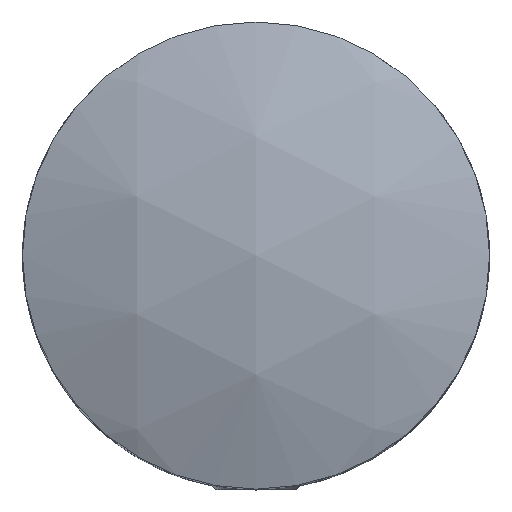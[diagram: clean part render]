
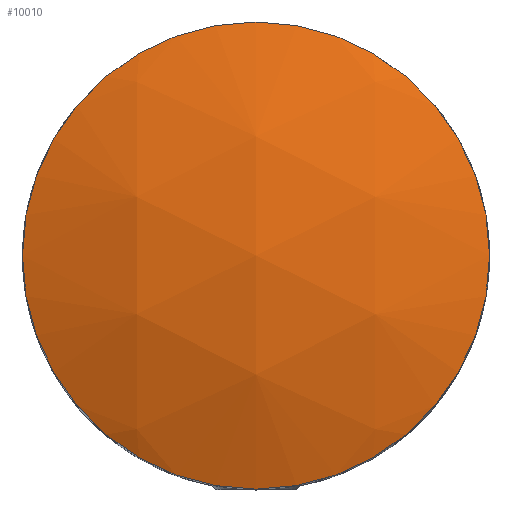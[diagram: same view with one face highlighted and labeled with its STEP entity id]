
A CAD part, top view. The second image highlights one B-rep face of the part: STEP entity #10010.
In plain terms, the highlighted spherical face has radius 28 mm.
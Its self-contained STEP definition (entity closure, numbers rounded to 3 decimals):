
#122 = CARTESIAN_POINT ( 'NONE',  ( 11., 0., 23.749 ) ) ;
#2449 = CARTESIAN_POINT ( 'NONE',  ( 0., 0., -2. ) ) ;
#4430 = DIRECTION ( 'NONE',  ( 0., 0., 1. ) ) ;
#4821 = AXIS2_PLACEMENT_3D ( 'NONE', #2449, #16645, #15013 ) ;
#5663 = CIRCLE ( 'NONE', #12720, 11. ) ;
#7591 = CARTESIAN_POINT ( 'NONE',  ( 0., 0., 23.749 ) ) ;
#9782 = SPHERICAL_SURFACE ( 'NONE', #4821, 28. ) ;
#10010 = ADVANCED_FACE ( 'NONE', ( #13622 ), #9782, .T. ) ;
#12720 = AXIS2_PLACEMENT_3D ( 'NONE', #7591, #4430, #20123 ) ;
#13622 = FACE_OUTER_BOUND ( 'NONE', #16603, .T. ) ;
#15013 = DIRECTION ( 'NONE',  ( 0., 1., 0. ) ) ;
#16603 = EDGE_LOOP ( 'NONE', ( #18840 ) ) ;
#16645 = DIRECTION ( 'NONE',  ( -1., 0., 0. ) ) ;
#18265 = EDGE_CURVE ( 'NONE', #21302, #21302, #5663, .T. ) ;
#18840 = ORIENTED_EDGE ( 'NONE', *, *, #18265, .T. ) ;
#20123 = DIRECTION ( 'NONE',  ( 1., 0., 0. ) ) ;
#21302 = VERTEX_POINT ( 'NONE', #122 ) ;
